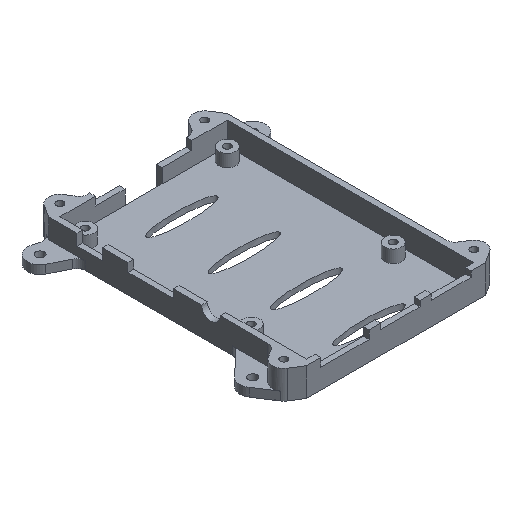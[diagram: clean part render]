
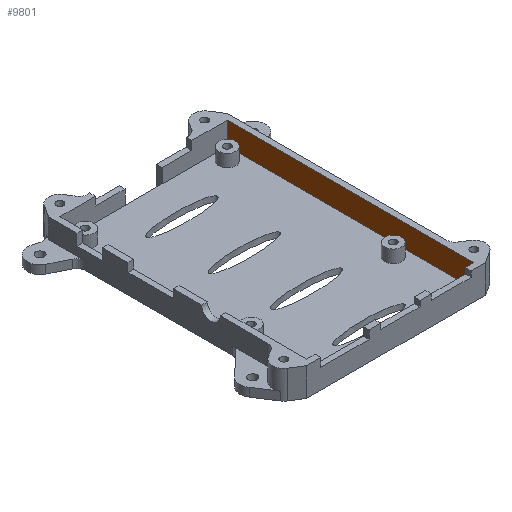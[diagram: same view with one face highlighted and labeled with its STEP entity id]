
A CAD part, isometric view. The second image highlights one B-rep face of the part: STEP entity #9801.
In plain terms, the highlighted planar face has unit normal (-1, 0, 0).
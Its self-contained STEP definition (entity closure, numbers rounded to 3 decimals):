
#3406 = PLANE('',#3407);
#3407 = AXIS2_PLACEMENT_3D('',#3408,#3409,#3410);
#3408 = CARTESIAN_POINT('',(0.,0.579,10.));
#3409 = DIRECTION('',(-0.,-0.,-1.));
#3410 = DIRECTION('',(-1.,0.,0.));
#4907 = PLANE('',#4908);
#4908 = AXIS2_PLACEMENT_3D('',#4909,#4910,#4911);
#4909 = CARTESIAN_POINT('',(-29.5,43.5,10.));
#4910 = DIRECTION('',(0.,-1.,0.));
#4911 = DIRECTION('',(1.,0.,0.));
#5098 = PLANE('',#5099);
#5099 = AXIS2_PLACEMENT_3D('',#5100,#5101,#5102);
#5100 = CARTESIAN_POINT('',(0.,0.,2.));
#5101 = DIRECTION('',(-0.,-0.,-1.));
#5102 = DIRECTION('',(-1.,0.,0.));
#7078 = VERTEX_POINT('',#7079);
#7079 = CARTESIAN_POINT('',(29.5,-43.5,10.));
#7093 = PLANE('',#7094);
#7094 = AXIS2_PLACEMENT_3D('',#7095,#7096,#7097);
#7095 = CARTESIAN_POINT('',(29.5,-43.5,10.));
#7096 = DIRECTION('',(0.,1.,0.));
#7097 = DIRECTION('',(-1.,0.,0.));
#7105 = EDGE_CURVE('',#7106,#7078,#7108,.T.);
#7106 = VERTEX_POINT('',#7107);
#7107 = CARTESIAN_POINT('',(29.5,43.5,10.));
#7108 = SURFACE_CURVE('',#7109,(#7113,#7120),.PCURVE_S1.);
#7109 = LINE('',#7110,#7111);
#7110 = CARTESIAN_POINT('',(29.5,43.5,10.));
#7111 = VECTOR('',#7112,1.);
#7112 = DIRECTION('',(0.,-1.,0.));
#7113 = PCURVE('',#3406,#7114);
#7114 = DEFINITIONAL_REPRESENTATION('',(#7115),#7119);
#7115 = LINE('',#7116,#7117);
#7116 = CARTESIAN_POINT('',(-29.5,42.921));
#7117 = VECTOR('',#7118,1.);
#7118 = DIRECTION('',(0.,-1.));
#7119 = ( GEOMETRIC_REPRESENTATION_CONTEXT(2) 
PARAMETRIC_REPRESENTATION_CONTEXT() REPRESENTATION_CONTEXT('2D SPACE',''
  ) );
#7120 = PCURVE('',#7121,#7126);
#7121 = PLANE('',#7122);
#7122 = AXIS2_PLACEMENT_3D('',#7123,#7124,#7125);
#7123 = CARTESIAN_POINT('',(29.5,43.5,10.));
#7124 = DIRECTION('',(-1.,0.,0.));
#7125 = DIRECTION('',(0.,-1.,0.));
#7126 = DEFINITIONAL_REPRESENTATION('',(#7127),#7131);
#7127 = LINE('',#7128,#7129);
#7128 = CARTESIAN_POINT('',(0.,0.));
#7129 = VECTOR('',#7130,1.);
#7130 = DIRECTION('',(1.,0.));
#7131 = ( GEOMETRIC_REPRESENTATION_CONTEXT(2) 
PARAMETRIC_REPRESENTATION_CONTEXT() REPRESENTATION_CONTEXT('2D SPACE',''
  ) );
#8220 = VERTEX_POINT('',#8221);
#8221 = CARTESIAN_POINT('',(29.5,43.5,2.));
#8242 = EDGE_CURVE('',#7106,#8220,#8243,.T.);
#8243 = SURFACE_CURVE('',#8244,(#8248,#8255),.PCURVE_S1.);
#8244 = LINE('',#8245,#8246);
#8245 = CARTESIAN_POINT('',(29.5,43.5,10.));
#8246 = VECTOR('',#8247,1.);
#8247 = DIRECTION('',(-0.,-0.,-1.));
#8248 = PCURVE('',#4907,#8249);
#8249 = DEFINITIONAL_REPRESENTATION('',(#8250),#8254);
#8250 = LINE('',#8251,#8252);
#8251 = CARTESIAN_POINT('',(59.,0.));
#8252 = VECTOR('',#8253,1.);
#8253 = DIRECTION('',(0.,-1.));
#8254 = ( GEOMETRIC_REPRESENTATION_CONTEXT(2) 
PARAMETRIC_REPRESENTATION_CONTEXT() REPRESENTATION_CONTEXT('2D SPACE',''
  ) );
#8255 = PCURVE('',#7121,#8256);
#8256 = DEFINITIONAL_REPRESENTATION('',(#8257),#8261);
#8257 = LINE('',#8258,#8259);
#8258 = CARTESIAN_POINT('',(0.,0.));
#8259 = VECTOR('',#8260,1.);
#8260 = DIRECTION('',(0.,-1.));
#8261 = ( GEOMETRIC_REPRESENTATION_CONTEXT(2) 
PARAMETRIC_REPRESENTATION_CONTEXT() REPRESENTATION_CONTEXT('2D SPACE',''
  ) );
#8518 = EDGE_CURVE('',#8220,#8519,#8521,.T.);
#8519 = VERTEX_POINT('',#8520);
#8520 = CARTESIAN_POINT('',(29.5,-43.5,2.));
#8521 = SURFACE_CURVE('',#8522,(#8526,#8533),.PCURVE_S1.);
#8522 = LINE('',#8523,#8524);
#8523 = CARTESIAN_POINT('',(29.5,43.5,2.));
#8524 = VECTOR('',#8525,1.);
#8525 = DIRECTION('',(0.,-1.,0.));
#8526 = PCURVE('',#5098,#8527);
#8527 = DEFINITIONAL_REPRESENTATION('',(#8528),#8532);
#8528 = LINE('',#8529,#8530);
#8529 = CARTESIAN_POINT('',(-29.5,43.5));
#8530 = VECTOR('',#8531,1.);
#8531 = DIRECTION('',(0.,-1.));
#8532 = ( GEOMETRIC_REPRESENTATION_CONTEXT(2) 
PARAMETRIC_REPRESENTATION_CONTEXT() REPRESENTATION_CONTEXT('2D SPACE',''
  ) );
#8533 = PCURVE('',#7121,#8534);
#8534 = DEFINITIONAL_REPRESENTATION('',(#8535),#8539);
#8535 = LINE('',#8536,#8537);
#8536 = CARTESIAN_POINT('',(0.,-8.));
#8537 = VECTOR('',#8538,1.);
#8538 = DIRECTION('',(1.,0.));
#8539 = ( GEOMETRIC_REPRESENTATION_CONTEXT(2) 
PARAMETRIC_REPRESENTATION_CONTEXT() REPRESENTATION_CONTEXT('2D SPACE',''
  ) );
#9747 = EDGE_CURVE('',#7078,#8519,#9748,.T.);
#9748 = SURFACE_CURVE('',#9749,(#9753,#9760),.PCURVE_S1.);
#9749 = LINE('',#9750,#9751);
#9750 = CARTESIAN_POINT('',(29.5,-43.5,10.));
#9751 = VECTOR('',#9752,1.);
#9752 = DIRECTION('',(-0.,-0.,-1.));
#9753 = PCURVE('',#7093,#9754);
#9754 = DEFINITIONAL_REPRESENTATION('',(#9755),#9759);
#9755 = LINE('',#9756,#9757);
#9756 = CARTESIAN_POINT('',(0.,0.));
#9757 = VECTOR('',#9758,1.);
#9758 = DIRECTION('',(0.,-1.));
#9759 = ( GEOMETRIC_REPRESENTATION_CONTEXT(2) 
PARAMETRIC_REPRESENTATION_CONTEXT() REPRESENTATION_CONTEXT('2D SPACE',''
  ) );
#9760 = PCURVE('',#7121,#9761);
#9761 = DEFINITIONAL_REPRESENTATION('',(#9762),#9766);
#9762 = LINE('',#9763,#9764);
#9763 = CARTESIAN_POINT('',(87.,0.));
#9764 = VECTOR('',#9765,1.);
#9765 = DIRECTION('',(0.,-1.));
#9766 = ( GEOMETRIC_REPRESENTATION_CONTEXT(2) 
PARAMETRIC_REPRESENTATION_CONTEXT() REPRESENTATION_CONTEXT('2D SPACE',''
  ) );
#9801 = ADVANCED_FACE('',(#9802),#7121,.T.);
#9802 = FACE_BOUND('',#9803,.T.);
#9803 = EDGE_LOOP('',(#9804,#9805,#9806,#9807));
#9804 = ORIENTED_EDGE('',*,*,#8242,.T.);
#9805 = ORIENTED_EDGE('',*,*,#8518,.T.);
#9806 = ORIENTED_EDGE('',*,*,#9747,.F.);
#9807 = ORIENTED_EDGE('',*,*,#7105,.F.);
